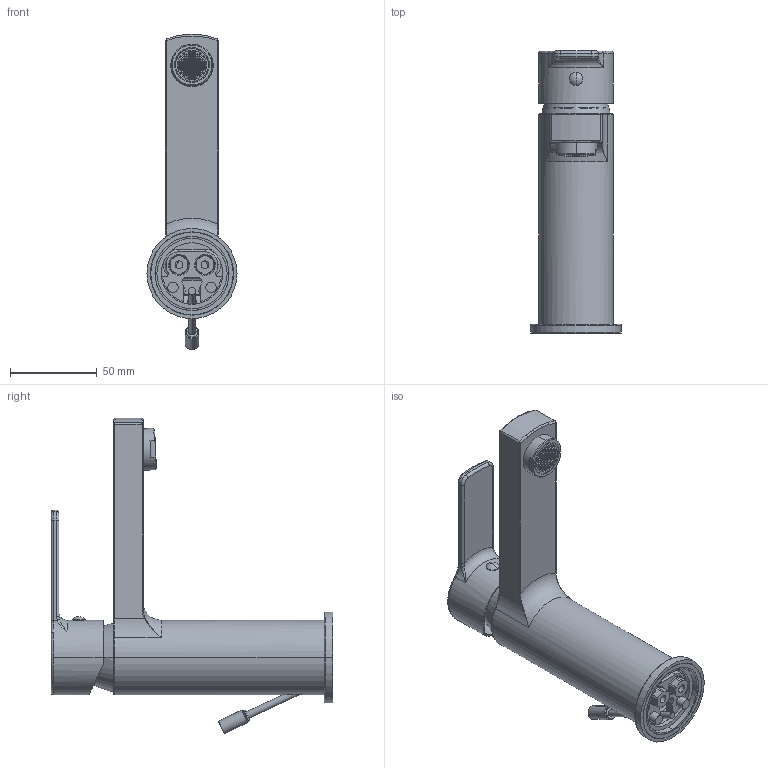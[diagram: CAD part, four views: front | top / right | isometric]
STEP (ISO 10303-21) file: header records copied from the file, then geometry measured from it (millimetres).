
FILE_DESCRIPTION((''),'2;1');
FILE_NAME('WS075CR','2021-05-04T12:48:39',('ut3'),('PAFFONI SpA'),'CREO PARAMETRIC BY PTC INC, 2020044','CREO PARAMETRIC BY PTC INC, 2020044','');
FILE_SCHEMA(('CONFIG_CONTROL_DESIGN','SHAPE_APPEARANCE_LAYERS_GROUPS'));
Length unit declared in the file: millimetre
Products named in the file (1): WS075CR
Bounding box: 52 x 162.55 x 181.79 mm (x, y, z)
Volume: 166818.8 mm3; surface area: 107906.3 mm2
Topology: 4 solids, 4 shells, 3399 faces, 9782 edges, 6358 vertices
Faces by surface type: plane 2415, cylinder 545, cone 173, torus 125, bspline 102, sphere 35, extrusion 4
Entity records: 137313 total; most frequent: CARTESIAN_POINT 31208, ORIENTED_EDGE 19540, DIRECTION 18703, EDGE_CURVE 9770, VERTEX_POINT 6358, VECTOR 6347, LINE 6343, AXIS2_PLACEMENT_3D 6178
